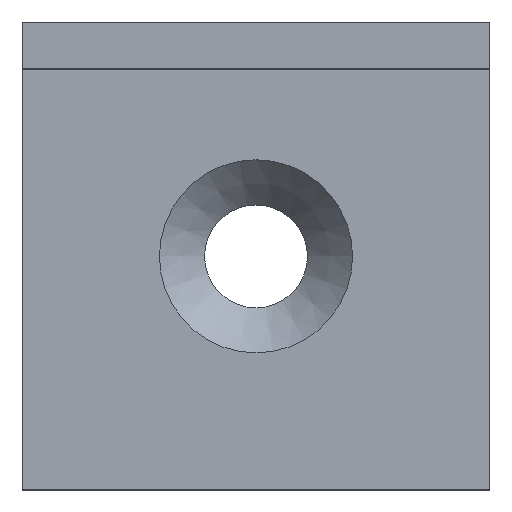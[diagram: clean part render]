
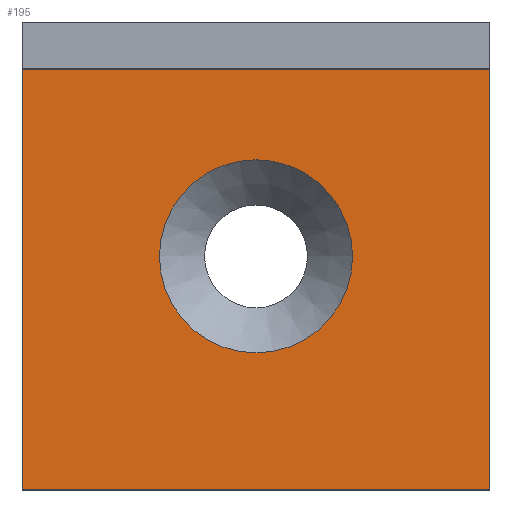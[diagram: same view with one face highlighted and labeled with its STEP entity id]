
A CAD part, top view. The second image highlights one B-rep face of the part: STEP entity #195.
In plain terms, the highlighted planar face has unit normal (0, 0, 1).
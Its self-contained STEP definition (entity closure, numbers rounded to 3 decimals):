
#17=FACE_BOUND('',#38,.T.);
#21=CIRCLE('',#226,6.2);
#22=CIRCLE('',#227,6.2);
#27=FACE_OUTER_BOUND('',#37,.T.);
#37=EDGE_LOOP('',(#135,#136,#137,#138));
#38=EDGE_LOOP('',(#139,#140));
#51=LINE('',#299,#71);
#52=LINE('',#301,#72);
#53=LINE('',#303,#73);
#54=LINE('',#304,#74);
#71=VECTOR('',#245,1000.);
#72=VECTOR('',#246,1000.);
#73=VECTOR('',#247,1000.);
#74=VECTOR('',#248,1000.);
#91=VERTEX_POINT('',#297);
#92=VERTEX_POINT('',#298);
#93=VERTEX_POINT('',#300);
#94=VERTEX_POINT('',#302);
#95=VERTEX_POINT('',#305);
#96=VERTEX_POINT('',#306);
#109=EDGE_CURVE('',#91,#92,#51,.T.);
#110=EDGE_CURVE('',#93,#92,#52,.T.);
#111=EDGE_CURVE('',#94,#93,#53,.T.);
#112=EDGE_CURVE('',#94,#91,#54,.T.);
#113=EDGE_CURVE('',#95,#96,#21,.T.);
#114=EDGE_CURVE('',#96,#95,#22,.T.);
#135=ORIENTED_EDGE('',*,*,#109,.T.);
#136=ORIENTED_EDGE('',*,*,#110,.F.);
#137=ORIENTED_EDGE('',*,*,#111,.F.);
#138=ORIENTED_EDGE('',*,*,#112,.T.);
#139=ORIENTED_EDGE('',*,*,#113,.F.);
#140=ORIENTED_EDGE('',*,*,#114,.F.);
#187=PLANE('',#225);
#195=ADVANCED_FACE('',(#27,#17),#187,.F.);
#225=AXIS2_PLACEMENT_3D('',#296,#243,#244);
#226=AXIS2_PLACEMENT_3D('',#307,#249,#250);
#227=AXIS2_PLACEMENT_3D('',#308,#251,#252);
#243=DIRECTION('center_axis',(0.,0.,-1.));
#244=DIRECTION('ref_axis',(1.,0.,0.));
#245=DIRECTION('',(0.,1.,0.));
#246=DIRECTION('',(1.,0.,0.));
#247=DIRECTION('',(0.,1.,0.));
#248=DIRECTION('',(1.,0.,0.));
#249=DIRECTION('center_axis',(0.,0.,1.));
#250=DIRECTION('ref_axis',(-1.,0.,0.));
#251=DIRECTION('center_axis',(0.,0.,1.));
#252=DIRECTION('ref_axis',(-1.,0.,0.));
#296=CARTESIAN_POINT('Origin',(-15.,-30.,3.));
#297=CARTESIAN_POINT('',(15.,-30.,3.));
#298=CARTESIAN_POINT('',(15.,-3.,3.));
#299=CARTESIAN_POINT('',(15.,-30.,3.));
#300=CARTESIAN_POINT('',(-15.,-3.,3.));
#301=CARTESIAN_POINT('',(-15.,-3.,3.));
#302=CARTESIAN_POINT('',(-15.,-30.,3.));
#303=CARTESIAN_POINT('',(-15.,-30.,3.));
#304=CARTESIAN_POINT('',(-15.,-30.,3.));
#305=CARTESIAN_POINT('',(-6.2,-15.,3.));
#306=CARTESIAN_POINT('',(6.2,-15.,3.));
#307=CARTESIAN_POINT('Origin',(0.,-15.,3.));
#308=CARTESIAN_POINT('Origin',(0.,-15.,3.));
